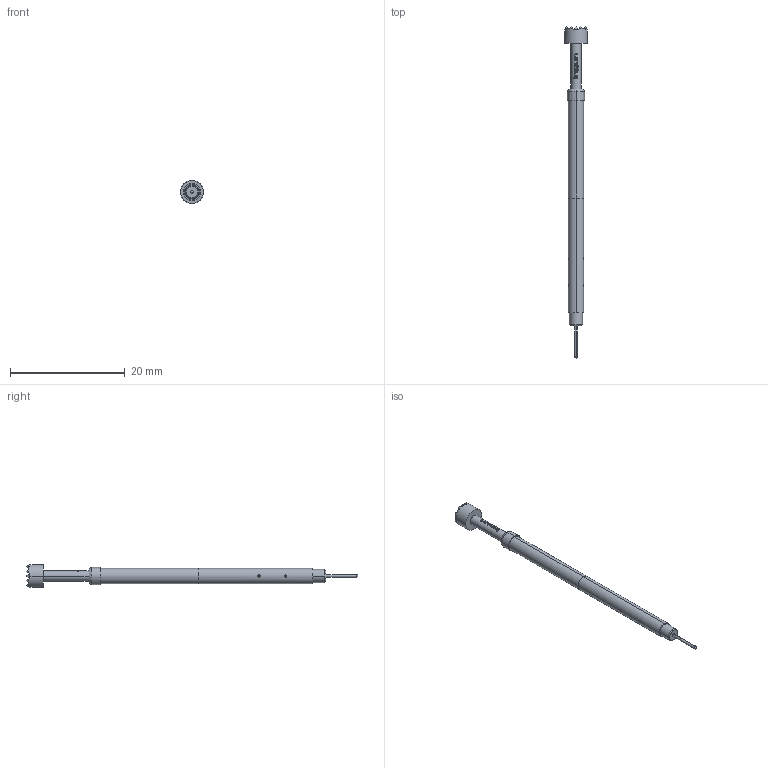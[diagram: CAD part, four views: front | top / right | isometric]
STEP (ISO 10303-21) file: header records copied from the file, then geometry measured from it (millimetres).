
FILE_DESCRIPTION (( 'STEP AP203' ), '1' );
FILE_NAME ('INGUN_SKS-425_306_400_R_xx02_B.STEP', '2022-05-19T07:37:45', ( 'ochi' ), ( '' ), 'SwSTEP 2.0', 'SolidWorks 2018', '' );
FILE_SCHEMA (( 'CONFIG_CONTROL_DESIGN' ));
Length unit declared in the file: millimetre
Products named in the file (1): INGUN_SKS-425_306_400_R_xx02_B
Bounding box: 4 x 57.9 x 4 mm (x, y, z)
Volume: 279 mm3; surface area: 471.9 mm2
Topology: 1 solids, 1 shells, 197 faces, 435 edges, 255 vertices
Faces by surface type: plane 142, bspline 30, cylinder 20, cone 4, sphere 1
Entity records: 6171 total; most frequent: CARTESIAN_POINT 2193, ORIENTED_EDGE 864, DIRECTION 698, EDGE_CURVE 432, VERTEX_POINT 253, AXIS2_PLACEMENT_3D 246, EDGE_LOOP 213, LINE 206
